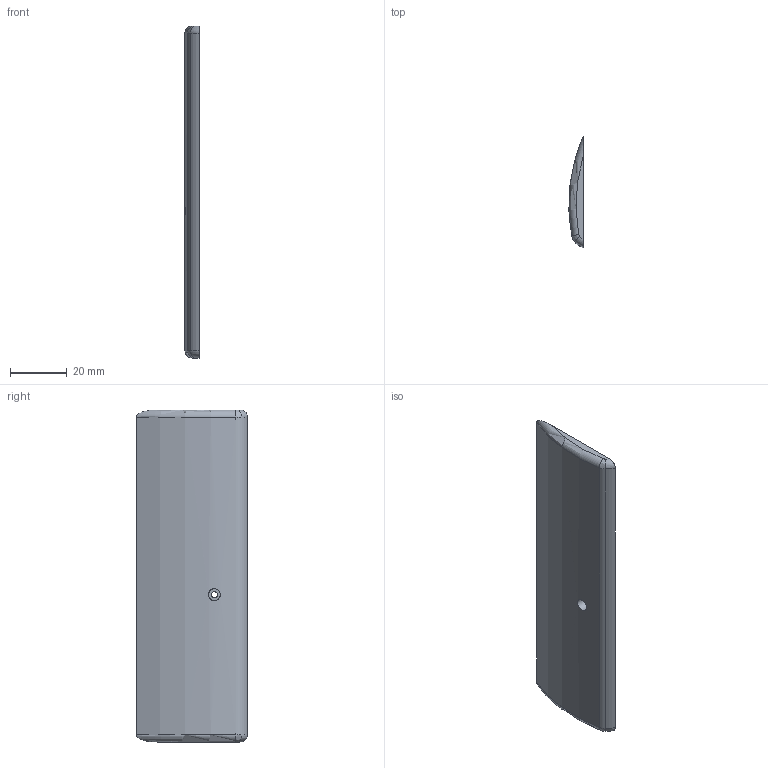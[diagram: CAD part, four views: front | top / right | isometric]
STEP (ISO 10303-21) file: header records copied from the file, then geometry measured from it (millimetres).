
FILE_DESCRIPTION(/* description */ (''),/* implementation_level */ '2;1');
FILE_NAME(/* name */ 'Cover1.step',/* time_stamp */ '2025-11-28T21:53:02+01:00',/* author */ (''),/* organization */ (''),/* preprocessor_version */ 'ST-DEVELOPER v20.1',/* originating_system */ 'Autodesk Translation Framework v14.21.0.0',/* authorisation */ '');
FILE_SCHEMA (('AUTOMOTIVE_DESIGN { 1 0 10303 214 3 1 1 }'));
Length unit declared in the file: millimetre
Products named in the file (1): (Unsaved)
Bounding box: 4.99 x 39.13 x 117 mm (x, y, z)
Volume: 16457.1 mm3; surface area: 9835.5 mm2
Topology: 1 solids, 1 shells, 29 faces, 58 edges, 38 vertices
Faces by surface type: plane 14, cylinder 9, torus 4, bspline 2
Full cylindrical faces by diameter (mm): 2.2 x1, 3 x4, 4.2 x1
Entity records: 875 total; most frequent: CARTESIAN_POINT 220, DIRECTION 136, ORIENTED_EDGE 116, EDGE_CURVE 58, AXIS2_PLACEMENT_3D 56, EDGE_LOOP 38, VERTEX_POINT 38, FACE_OUTER_BOUND 29
